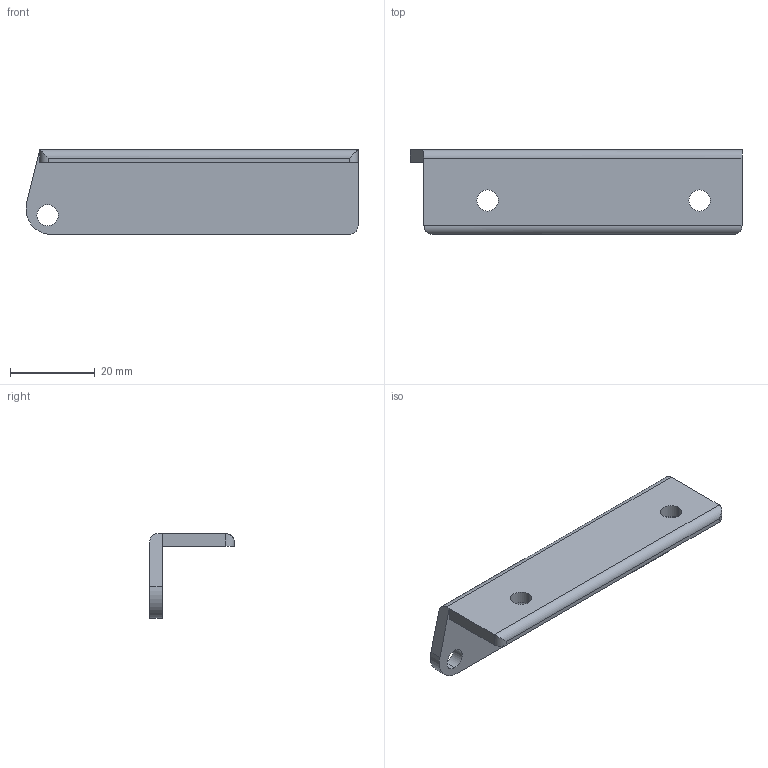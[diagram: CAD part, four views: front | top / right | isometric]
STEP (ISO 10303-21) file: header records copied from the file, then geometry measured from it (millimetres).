
FILE_DESCRIPTION (( 'STEP AP203' ), '1' );
FILE_NAME ('MirrorTable Box Door Hinge_Default_sldprt.STEP', '2023-10-19T05:34:44', ( '' ), ( '' ), 'SwSTEP 2.0', 'SolidWorks 2023', '' );
FILE_SCHEMA (( 'CONFIG_CONTROL_DESIGN' ));
Length unit declared in the file: millimetre
Products named in the file (1): MirrorTable Box Door Hinge_Default_sldprt
Bounding box: 78.3 x 20 x 20 mm (x, y, z)
Volume: 8123 mm3; surface area: 6179.4 mm2
Topology: 1 solids, 1 shells, 21 faces, 54 edges, 35 vertices
Faces by surface type: cylinder 12, plane 9
Entity records: 732 total; most frequent: CARTESIAN_POINT 120, DIRECTION 114, ORIENTED_EDGE 108, EDGE_CURVE 54, AXIS2_PLACEMENT_3D 41, VERTEX_POINT 35, LINE 32, VECTOR 32
